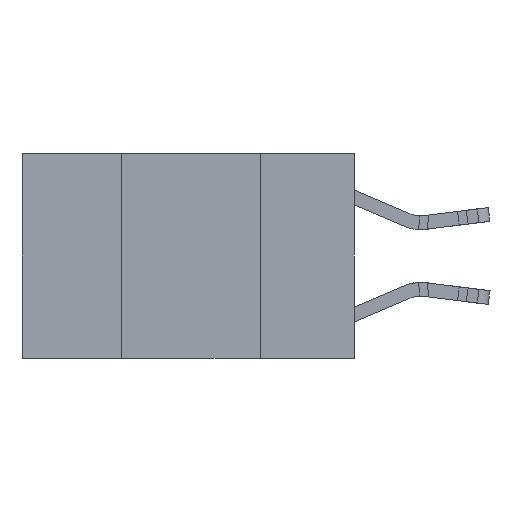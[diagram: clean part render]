
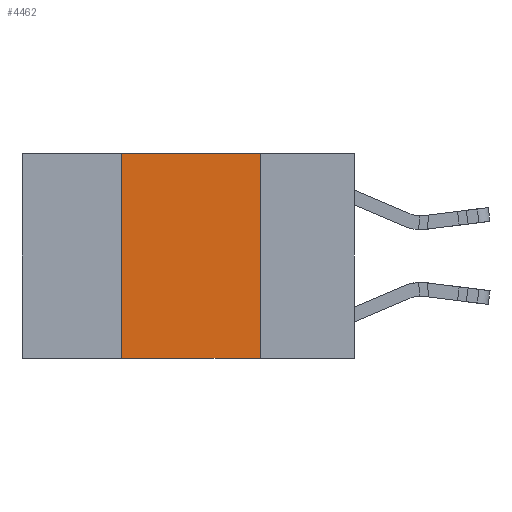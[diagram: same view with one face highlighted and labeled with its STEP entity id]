
A CAD part, left-side view. The second image highlights one B-rep face of the part: STEP entity #4462.
In plain terms, the highlighted planar face has unit normal (-1, 0, 0).
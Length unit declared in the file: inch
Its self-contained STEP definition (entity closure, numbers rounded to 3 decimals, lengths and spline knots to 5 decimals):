
#65 = DIRECTION ( 'NONE',  ( 1., 0., 0. ) ) ;
#684 = DIRECTION ( 'NONE',  ( 0., -1., 0. ) ) ;
#3830 = CARTESIAN_POINT ( 'NONE',  ( 0., 0.6, -0.37 ) ) ;
#4380 = LINE ( 'NONE', #20439, #23194 ) ;
#4462 = ADVANCED_FACE ( 'NONE', ( #4516 ), #11368, .F. ) ;
#4516 = FACE_OUTER_BOUND ( 'NONE', #12010, .T. ) ;
#6778 = ORIENTED_EDGE ( 'NONE', *, *, #8746, .F. ) ;
#6935 = LINE ( 'NONE', #11689, #14623 ) ;
#7156 = CARTESIAN_POINT ( 'NONE',  ( 0., 0.42, 0. ) ) ;
#7875 = ORIENTED_EDGE ( 'NONE', *, *, #16296, .F. ) ;
#8083 = CARTESIAN_POINT ( 'NONE',  ( 0., 0.17, -0.37 ) ) ;
#8199 = VECTOR ( 'NONE', #27805, 39.37008 ) ;
#8698 = CARTESIAN_POINT ( 'NONE',  ( 0., 0.42, 0. ) ) ;
#8746 = EDGE_CURVE ( 'NONE', #23104, #19332, #6935, .T. ) ;
#9692 = LINE ( 'NONE', #7156, #8199 ) ;
#11368 = PLANE ( 'NONE',  #27312 ) ;
#11689 = CARTESIAN_POINT ( 'NONE',  ( 0., 0.6, 0. ) ) ;
#12010 = EDGE_LOOP ( 'NONE', ( #24714, #6778, #7875, #25047 ) ) ;
#14535 = VERTEX_POINT ( 'NONE', #22035 ) ;
#14623 = VECTOR ( 'NONE', #684, 39.37008 ) ;
#16296 = EDGE_CURVE ( 'NONE', #14535, #23104, #9692, .T. ) ;
#16886 = EDGE_CURVE ( 'NONE', #14535, #28026, #23749, .T. ) ;
#17729 = VECTOR ( 'NONE', #21537, 39.37008 ) ;
#18211 = DIRECTION ( 'NONE',  ( 0., 0., -1. ) ) ;
#19332 = VERTEX_POINT ( 'NONE', #24697 ) ;
#20433 = CARTESIAN_POINT ( 'NONE',  ( 0., 0.6, 0. ) ) ;
#20439 = CARTESIAN_POINT ( 'NONE',  ( 0., 0.17, 0. ) ) ;
#21537 = DIRECTION ( 'NONE',  ( 0., -1., 0. ) ) ;
#21850 = EDGE_CURVE ( 'NONE', #19332, #28026, #4380, .T. ) ;
#22035 = CARTESIAN_POINT ( 'NONE',  ( 0., 0.42, -0.37 ) ) ;
#23104 = VERTEX_POINT ( 'NONE', #8698 ) ;
#23194 = VECTOR ( 'NONE', #18211, 39.37008 ) ;
#23749 = LINE ( 'NONE', #3830, #17729 ) ;
#24697 = CARTESIAN_POINT ( 'NONE',  ( 0., 0.17, 0. ) ) ;
#24714 = ORIENTED_EDGE ( 'NONE', *, *, #21850, .F. ) ;
#25047 = ORIENTED_EDGE ( 'NONE', *, *, #16886, .T. ) ;
#27263 = DIRECTION ( 'NONE',  ( 0., 0., -1. ) ) ;
#27312 = AXIS2_PLACEMENT_3D ( 'NONE', #20433, #65, #27263 ) ;
#27805 = DIRECTION ( 'NONE',  ( 0., 0., 1. ) ) ;
#28026 = VERTEX_POINT ( 'NONE', #8083 ) ;
